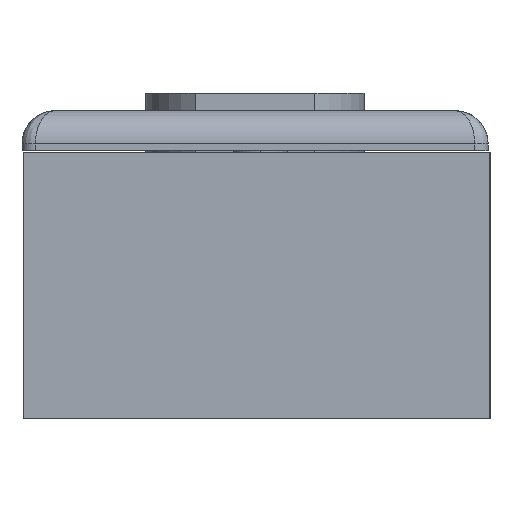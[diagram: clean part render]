
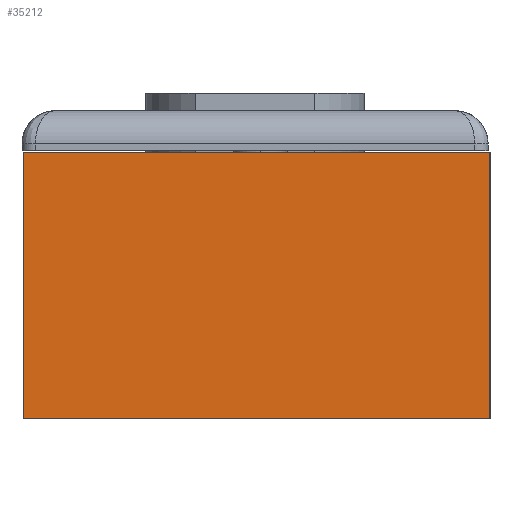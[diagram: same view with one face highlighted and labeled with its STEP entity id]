
A CAD part, left-side view. The second image highlights one B-rep face of the part: STEP entity #35212.
In plain terms, the highlighted face is planar.
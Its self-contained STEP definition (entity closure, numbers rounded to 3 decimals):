
#35212 = ADVANCED_FACE('',(#35213),#35247,.T.);
#35213 = FACE_BOUND('',#35214,.T.);
#35214 = EDGE_LOOP('',(#35215,#35225,#35233,#35241));
#35215 = ORIENTED_EDGE('',*,*,#35216,.T.);
#35216 = EDGE_CURVE('',#35217,#35219,#35221,.T.);
#35217 = VERTEX_POINT('',#35218);
#35218 = CARTESIAN_POINT('',(-5.373,76.705,0.));
#35219 = VERTEX_POINT('',#35220);
#35220 = CARTESIAN_POINT('',(-5.373,76.705,40.));
#35221 = LINE('',#35222,#35223);
#35222 = CARTESIAN_POINT('',(-5.373,76.705,0.));
#35223 = VECTOR('',#35224,1.);
#35224 = DIRECTION('',(0.,0.,1.));
#35225 = ORIENTED_EDGE('',*,*,#35226,.T.);
#35226 = EDGE_CURVE('',#35219,#35227,#35229,.T.);
#35227 = VERTEX_POINT('',#35228);
#35228 = CARTESIAN_POINT('',(-5.373,6.705,40.));
#35229 = LINE('',#35230,#35231);
#35230 = CARTESIAN_POINT('',(-5.373,76.705,40.));
#35231 = VECTOR('',#35232,1.);
#35232 = DIRECTION('',(0.,-1.,0.));
#35233 = ORIENTED_EDGE('',*,*,#35234,.F.);
#35234 = EDGE_CURVE('',#35235,#35227,#35237,.T.);
#35235 = VERTEX_POINT('',#35236);
#35236 = CARTESIAN_POINT('',(-5.373,6.705,0.));
#35237 = LINE('',#35238,#35239);
#35238 = CARTESIAN_POINT('',(-5.373,6.705,0.));
#35239 = VECTOR('',#35240,1.);
#35240 = DIRECTION('',(0.,0.,1.));
#35241 = ORIENTED_EDGE('',*,*,#35242,.F.);
#35242 = EDGE_CURVE('',#35217,#35235,#35243,.T.);
#35243 = LINE('',#35244,#35245);
#35244 = CARTESIAN_POINT('',(-5.373,76.705,0.));
#35245 = VECTOR('',#35246,1.);
#35246 = DIRECTION('',(0.,-1.,0.));
#35247 = PLANE('',#35248);
#35248 = AXIS2_PLACEMENT_3D('',#35249,#35250,#35251);
#35249 = CARTESIAN_POINT('',(-5.373,76.705,0.));
#35250 = DIRECTION('',(1.,0.,0.));
#35251 = DIRECTION('',(0.,-1.,0.));
